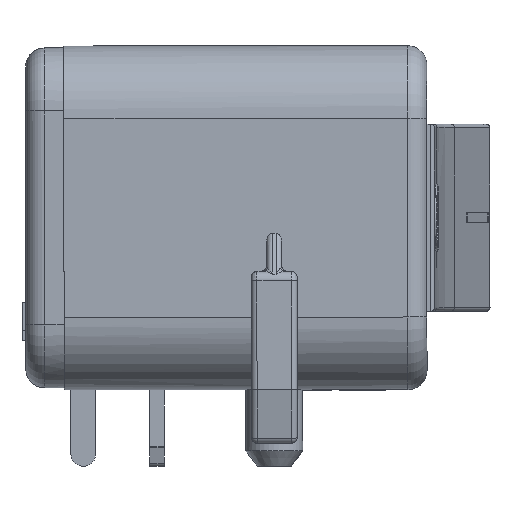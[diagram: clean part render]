
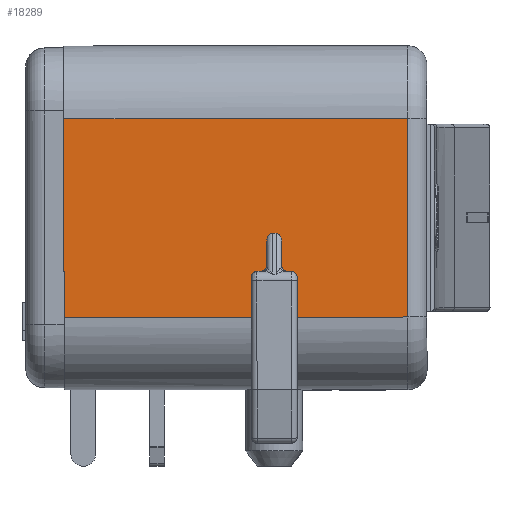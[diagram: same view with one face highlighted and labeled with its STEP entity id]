
A CAD part, left-side view. The second image highlights one B-rep face of the part: STEP entity #18289.
In plain terms, the highlighted planar face has unit normal (-1, 0, 0).
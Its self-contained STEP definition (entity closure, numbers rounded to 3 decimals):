
#157=ELLIPSE('',#19591,0.422,0.3);
#158=ELLIPSE('',#19592,0.422,0.3);
#571=FACE_BOUND('',#2825,.T.);
#772=PLANE('',#19589);
#1762=FACE_OUTER_BOUND('',#2824,.T.);
#2824=EDGE_LOOP('',(#14438,#14439,#14440,#14441));
#2825=EDGE_LOOP('',(#14442,#14443,#14444,#14445,#14446,#14447,#14448,#14449,
#14450,#14451,#14452,#14453,#14454,#14455,#14456,#14457));
#4062=LINE('',#29808,#5904);
#4285=LINE('',#30424,#6127);
#4318=LINE('',#30581,#6160);
#4319=LINE('',#30582,#6161);
#4320=LINE('',#30585,#6162);
#4321=LINE('',#30589,#6163);
#4322=LINE('',#30593,#6164);
#4323=LINE('',#30597,#6165);
#4324=LINE('',#30601,#6166);
#4325=LINE('',#30605,#6167);
#4326=LINE('',#30609,#6168);
#4327=LINE('',#30613,#6169);
#5904=VECTOR('',#21847,1000.);
#6127=VECTOR('',#22412,1000.);
#6160=VECTOR('',#22529,1000.);
#6161=VECTOR('',#22530,1000.);
#6162=VECTOR('',#22531,1000.);
#6163=VECTOR('',#22534,1000.);
#6164=VECTOR('',#22537,1000.);
#6165=VECTOR('',#22540,1000.);
#6166=VECTOR('',#22543,1000.);
#6167=VECTOR('',#22546,1000.);
#6168=VECTOR('',#22549,1000.);
#6169=VECTOR('',#22552,1000.);
#7525=CIRCLE('',#19590,0.3);
#7526=CIRCLE('',#19593,0.3);
#7527=CIRCLE('',#19594,0.3);
#7528=CIRCLE('',#19595,0.3);
#7529=CIRCLE('',#19596,0.3);
#7530=CIRCLE('',#19597,0.3);
#8449=VERTEX_POINT('',#29805);
#8450=VERTEX_POINT('',#29807);
#8665=VERTEX_POINT('',#30422);
#8666=VERTEX_POINT('',#30423);
#8723=VERTEX_POINT('',#30583);
#8724=VERTEX_POINT('',#30584);
#8725=VERTEX_POINT('',#30586);
#8726=VERTEX_POINT('',#30588);
#8727=VERTEX_POINT('',#30590);
#8728=VERTEX_POINT('',#30592);
#8729=VERTEX_POINT('',#30594);
#8730=VERTEX_POINT('',#30596);
#8731=VERTEX_POINT('',#30598);
#8732=VERTEX_POINT('',#30600);
#8733=VERTEX_POINT('',#30602);
#8734=VERTEX_POINT('',#30604);
#8735=VERTEX_POINT('',#30606);
#8736=VERTEX_POINT('',#30608);
#8737=VERTEX_POINT('',#30610);
#8738=VERTEX_POINT('',#30612);
#10455=EDGE_CURVE('',#8449,#8450,#4062,.T.);
#10761=EDGE_CURVE('',#8665,#8666,#4285,.T.);
#10830=EDGE_CURVE('',#8449,#8665,#4318,.T.);
#10831=EDGE_CURVE('',#8666,#8450,#4319,.T.);
#10832=EDGE_CURVE('',#8723,#8724,#4320,.T.);
#10833=EDGE_CURVE('',#8723,#8725,#7525,.T.);
#10834=EDGE_CURVE('',#8726,#8725,#4321,.T.);
#10835=EDGE_CURVE('',#8726,#8727,#157,.T.);
#10836=EDGE_CURVE('',#8727,#8728,#4322,.T.);
#10837=EDGE_CURVE('',#8728,#8729,#158,.T.);
#10838=EDGE_CURVE('',#8729,#8730,#4323,.T.);
#10839=EDGE_CURVE('',#8730,#8731,#7526,.T.);
#10840=EDGE_CURVE('',#8732,#8731,#4324,.T.);
#10841=EDGE_CURVE('',#8732,#8733,#7527,.T.);
#10842=EDGE_CURVE('',#8734,#8733,#4325,.T.);
#10843=EDGE_CURVE('',#8734,#8735,#7528,.T.);
#10844=EDGE_CURVE('',#8735,#8736,#4326,.T.);
#10845=EDGE_CURVE('',#8736,#8737,#7529,.T.);
#10846=EDGE_CURVE('',#8737,#8738,#4327,.T.);
#10847=EDGE_CURVE('',#8738,#8724,#7530,.T.);
#14438=ORIENTED_EDGE('',*,*,#10455,.F.);
#14439=ORIENTED_EDGE('',*,*,#10830,.T.);
#14440=ORIENTED_EDGE('',*,*,#10761,.T.);
#14441=ORIENTED_EDGE('',*,*,#10831,.T.);
#14442=ORIENTED_EDGE('',*,*,#10832,.F.);
#14443=ORIENTED_EDGE('',*,*,#10833,.T.);
#14444=ORIENTED_EDGE('',*,*,#10834,.F.);
#14445=ORIENTED_EDGE('',*,*,#10835,.T.);
#14446=ORIENTED_EDGE('',*,*,#10836,.T.);
#14447=ORIENTED_EDGE('',*,*,#10837,.T.);
#14448=ORIENTED_EDGE('',*,*,#10838,.T.);
#14449=ORIENTED_EDGE('',*,*,#10839,.T.);
#14450=ORIENTED_EDGE('',*,*,#10840,.F.);
#14451=ORIENTED_EDGE('',*,*,#10841,.T.);
#14452=ORIENTED_EDGE('',*,*,#10842,.F.);
#14453=ORIENTED_EDGE('',*,*,#10843,.T.);
#14454=ORIENTED_EDGE('',*,*,#10844,.T.);
#14455=ORIENTED_EDGE('',*,*,#10845,.T.);
#14456=ORIENTED_EDGE('',*,*,#10846,.T.);
#14457=ORIENTED_EDGE('',*,*,#10847,.T.);
#18289=ADVANCED_FACE('',(#1762,#571),#772,.F.);
#19589=AXIS2_PLACEMENT_3D('',#30580,#22527,#22528);
#19590=AXIS2_PLACEMENT_3D('',#30587,#22532,#22533);
#19591=AXIS2_PLACEMENT_3D('',#30591,#22535,#22536);
#19592=AXIS2_PLACEMENT_3D('',#30595,#22538,#22539);
#19593=AXIS2_PLACEMENT_3D('',#30599,#22541,#22542);
#19594=AXIS2_PLACEMENT_3D('',#30603,#22544,#22545);
#19595=AXIS2_PLACEMENT_3D('',#30607,#22547,#22548);
#19596=AXIS2_PLACEMENT_3D('',#30611,#22550,#22551);
#19597=AXIS2_PLACEMENT_3D('',#30614,#22553,#22554);
#21847=DIRECTION('',(0.,1.,-0.001));
#22412=DIRECTION('',(0.,1.,-0.001));
#22527=DIRECTION('center_axis',(1.,0.,0.));
#22528=DIRECTION('ref_axis',(0.,1.,-0.001));
#22529=DIRECTION('',(0.,0.001,1.));
#22530=DIRECTION('',(0.,-0.001,-1.));
#22531=DIRECTION('',(0.,1.,-0.001));
#22532=DIRECTION('center_axis',(-1.,0.,0.));
#22533=DIRECTION('ref_axis',(0.,1.,-0.001));
#22534=DIRECTION('',(0.,-0.001,-1.));
#22535=DIRECTION('center_axis',(1.,0.,0.));
#22536=DIRECTION('ref_axis',(0.,0.001,
1.));
#22537=DIRECTION('',(0.,-1.,0.001));
#22538=DIRECTION('center_axis',(1.,0.,0.));
#22539=DIRECTION('ref_axis',(0.,0.001,
1.));
#22540=DIRECTION('',(0.,-0.001,-1.));
#22541=DIRECTION('center_axis',(-1.,0.,0.));
#22542=DIRECTION('ref_axis',(0.,1.,-0.001));
#22543=DIRECTION('',(0.,1.,-0.001));
#22544=DIRECTION('center_axis',(1.,0.,0.));
#22545=DIRECTION('ref_axis',(0.,1.,-0.001));
#22546=DIRECTION('',(0.,0.001,1.));
#22547=DIRECTION('center_axis',(1.,0.,0.));
#22548=DIRECTION('ref_axis',(0.,1.,-0.001));
#22549=DIRECTION('',(0.,1.,-0.001));
#22550=DIRECTION('center_axis',(1.,0.,0.));
#22551=DIRECTION('ref_axis',(0.,1.,-0.001));
#22552=DIRECTION('',(0.,0.001,1.));
#22553=DIRECTION('center_axis',(1.,0.,0.));
#22554=DIRECTION('ref_axis',(0.,1.,-0.001));
#29805=CARTESIAN_POINT('',(-49.15,-6.994,3.805));
#29807=CARTESIAN_POINT('',(-49.15,11.006,3.791));
#29808=CARTESIAN_POINT('',(-49.15,-7.994,3.806));
#30422=CARTESIAN_POINT('',(-49.15,-6.986,14.205));
#30423=CARTESIAN_POINT('',(-49.15,11.014,14.191));
#30424=CARTESIAN_POINT('',(-49.15,-7.986,14.206));
#30580=CARTESIAN_POINT('Origin',(-49.15,-7.994,3.806));
#30581=CARTESIAN_POINT('',(-49.15,-6.994,3.805));
#30582=CARTESIAN_POINT('',(-49.15,11.006,3.791));
#30583=CARTESIAN_POINT('',(-49.15,0.708,6.199));
#30584=CARTESIAN_POINT('',(-49.15,0.908,6.199));
#30585=CARTESIAN_POINT('',(-49.15,-1.192,6.201));
#30586=CARTESIAN_POINT('',(-49.15,0.408,6.499));
#30587=CARTESIAN_POINT('Origin',(-49.15,0.708,6.499));
#30588=CARTESIAN_POINT('',(-49.15,0.409,7.762));
#30589=CARTESIAN_POINT('',(-49.15,0.406,3.799));
#30590=CARTESIAN_POINT('',(-49.15,0.109,8.184));
#30591=CARTESIAN_POINT('Origin',(-49.15,0.109,7.762));
#30592=CARTESIAN_POINT('',(-49.15,-0.091,8.184));
#30593=CARTESIAN_POINT('',(-49.15,-7.991,8.191));
#30594=CARTESIAN_POINT('',(-49.15,-0.391,7.762));
#30595=CARTESIAN_POINT('Origin',(-49.15,-0.091,7.762));
#30596=CARTESIAN_POINT('',(-49.15,-0.392,6.5));
#30597=CARTESIAN_POINT('',(-49.15,-0.394,3.8));
#30598=CARTESIAN_POINT('',(-49.15,-0.692,6.2));
#30599=CARTESIAN_POINT('Origin',(-49.15,-0.692,6.5));
#30600=CARTESIAN_POINT('',(-49.15,-0.892,6.2));
#30601=CARTESIAN_POINT('',(-49.15,-1.192,6.201));
#30602=CARTESIAN_POINT('',(-49.15,-1.192,5.901));
#30603=CARTESIAN_POINT('Origin',(-49.15,-0.892,5.9));
#30604=CARTESIAN_POINT('',(-49.15,-1.193,5.301));
#30605=CARTESIAN_POINT('',(-49.15,-1.193,5.001));
#30606=CARTESIAN_POINT('',(-49.15,-0.893,5.));
#30607=CARTESIAN_POINT('Origin',(-49.15,-0.893,5.3));
#30608=CARTESIAN_POINT('',(-49.15,0.907,4.999));
#30609=CARTESIAN_POINT('',(-49.15,-1.193,5.001));
#30610=CARTESIAN_POINT('',(-49.15,1.207,5.299));
#30611=CARTESIAN_POINT('Origin',(-49.15,0.907,5.299));
#30612=CARTESIAN_POINT('',(-49.15,1.208,5.899));
#30613=CARTESIAN_POINT('',(-49.15,1.207,4.999));
#30614=CARTESIAN_POINT('Origin',(-49.15,0.908,5.899));
